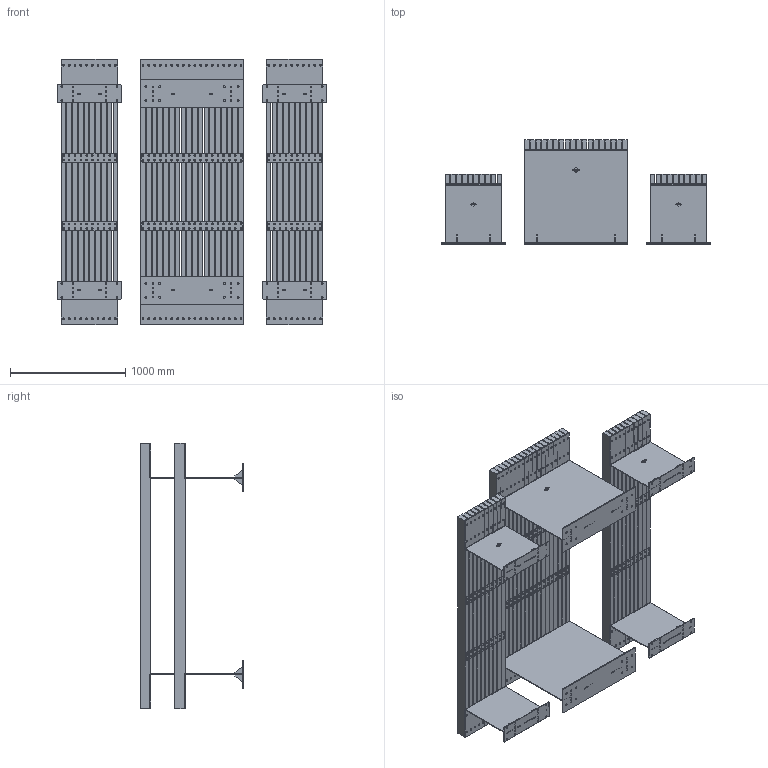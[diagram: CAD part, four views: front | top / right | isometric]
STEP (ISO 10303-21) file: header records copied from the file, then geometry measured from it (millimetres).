
FILE_DESCRIPTION (( 'STEP AP203' ), '1' );
FILE_NAME ('BOPN_2300.STEP', '2021-03-04T11:48:51', ( '' ), ( '' ), 'SwSTEP 2.0', 'SolidWorks 2020', '' );
FILE_SCHEMA (( 'CONFIG_CONTROL_DESIGN' ));
Length unit declared in the file: millimetre
Products named in the file (21): BOTA_Side plate 890; BOPN_2300; BOBE_Side plate 490; BOBE_Base 490; BOTA_Floor plate 890; BOTA_2300; BOBE_2300S; BOTA_Base 890; BOBE_Reinf strip 490; BOBE_Floor plate reinf; BOBE_Wood 2300; BOTA_2300_Wood; BOTA_Reinf strip 890; FURNS Brandtag sticker; BOTA_Floor plate reinf; BOBE_Floor plate 490
Assembly tree (92 placements, depth 4):
  BOPN_2300
    BOTA_2300
      BOTA_Base 890
        BOTA_Side plate 890
        BOTA_Floor plate 890
        BOTA_Floor plate reinf  x4
      BOTA_Base 890
        BOTA_Side plate 890
        BOTA_Floor plate 890
        BOTA_Floor plate reinf  x4
      BOTA_2300_Wood  x18
      BOTA_Reinf strip 890  x2
      FURNS Brandtag sticker
    BOBE_2300S
      BOBE_Base 490
        BOBE_Side plate 490
        BOBE_Floor plate 490
        BOBE_Floor plate reinf  x4
      BOBE_Base 490
        BOBE_Side plate 490
        BOBE_Floor plate 490
        BOBE_Floor plate reinf  x4
      BOBE_Wood 2300  x10
      BOBE_Reinf strip 490  x2
      FURNS Brandtag sticker
    BOBE_2300S
      BOBE_Base 490
        BOBE_Side plate 490
        BOBE_Floor plate 490
        BOBE_Floor plate reinf  x4
      BOBE_Base 490
        BOBE_Side plate 490
        BOBE_Floor plate 490
        BOBE_Floor plate reinf  x4
      BOBE_Wood 2300  x10
      BOBE_Reinf strip 490  x2
      FURNS Brandtag sticker
Bounding box: 2330 x 900 x 2300 mm (x, y, z)
Volume: 343187381.5 mm3; surface area: 32264016.1 mm2
Topology: 83 solids, 83 shells, 3319 faces, 8767 edges, 5674 vertices
Faces by surface type: plane 1762, cylinder 691, cone 608, bspline 258
Entity records: 35174 total; most frequent: CARTESIAN_POINT 6450, ORIENTED_EDGE 5070, DIRECTION 4999, EDGE_CURVE 2535, AXIS2_PLACEMENT_3D 1675, VECTOR 1649, LINE 1649, VERTEX_POINT 1634
